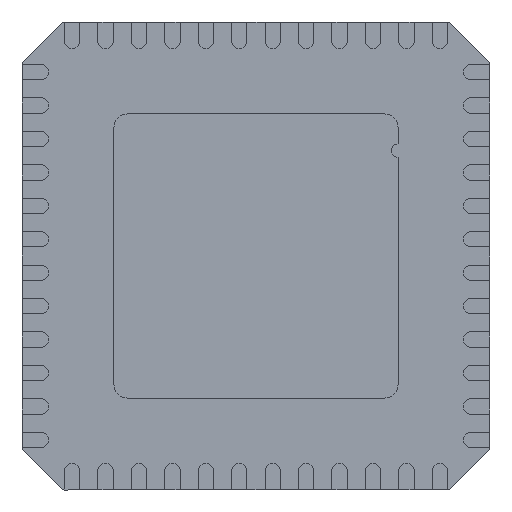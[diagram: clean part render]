
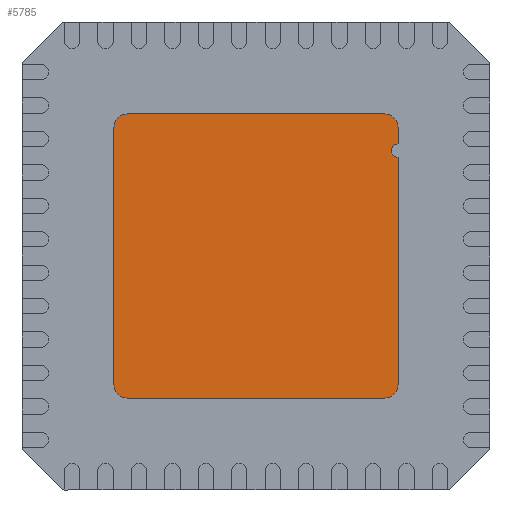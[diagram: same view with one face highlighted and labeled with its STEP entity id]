
A CAD part, front view. The second image highlights one B-rep face of the part: STEP entity #5785.
In plain terms, the highlighted planar face has unit normal (0, -1, 0).
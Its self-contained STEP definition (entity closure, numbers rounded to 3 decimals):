
#63 = DIRECTION ( 'NONE',  ( 0., 0., -1. ) ) ;
#549 = DIRECTION ( 'NONE',  ( 0., 0., -1. ) ) ;
#594 = CARTESIAN_POINT ( 'NONE',  ( 1.925, -0.09, -1.925 ) ) ;
#858 = DIRECTION ( 'NONE',  ( 0., 0., -1. ) ) ;
#930 = CARTESIAN_POINT ( 'NONE',  ( 1.925, -0.09, -2.125 ) ) ;
#1551 = CARTESIAN_POINT ( 'NONE',  ( 2.125, -0.09, 1.925 ) ) ;
#1583 = CARTESIAN_POINT ( 'NONE',  ( -1.925, -0.09, -1.925 ) ) ;
#1919 = AXIS2_PLACEMENT_3D ( 'NONE', #23807, #6656, #14413 ) ;
#1935 = VERTEX_POINT ( 'NONE', #14670 ) ;
#2290 = LINE ( 'NONE', #13555, #14256 ) ;
#2495 = DIRECTION ( 'NONE',  ( 0., 1., 0. ) ) ;
#2545 = VERTEX_POINT ( 'NONE', #22214 ) ;
#2940 = VECTOR ( 'NONE', #11500, 1000. ) ;
#3459 = VECTOR ( 'NONE', #13026, 1000. ) ;
#3665 = DIRECTION ( 'NONE',  ( 0., 1., 0. ) ) ;
#3970 = DIRECTION ( 'NONE',  ( 0., -1., 0. ) ) ;
#4090 = DIRECTION ( 'NONE',  ( 0., 0., -1. ) ) ;
#4109 = LINE ( 'NONE', #5603, #2940 ) ;
#4176 = EDGE_CURVE ( 'NONE', #1935, #17254, #19890, .T. ) ;
#4247 = VERTEX_POINT ( 'NONE', #6195 ) ;
#4326 = AXIS2_PLACEMENT_3D ( 'NONE', #24589, #3970, #4090 ) ;
#4809 = CARTESIAN_POINT ( 'NONE',  ( -1.925, -0.09, 2.125 ) ) ;
#4974 = VECTOR ( 'NONE', #10487, 1000. ) ;
#5472 = CIRCLE ( 'NONE', #1919, 0.2 ) ;
#5603 = CARTESIAN_POINT ( 'NONE',  ( 2.125, -0.09, -3.5 ) ) ;
#5631 = ORIENTED_EDGE ( 'NONE', *, *, #17868, .F. ) ;
#5656 = LINE ( 'NONE', #16873, #22831 ) ;
#5785 = ADVANCED_FACE ( 'NONE', ( #7831 ), #13448, .T. ) ;
#5830 = DIRECTION ( 'NONE',  ( 0., 0., -1. ) ) ;
#5920 = CARTESIAN_POINT ( 'NONE',  ( -2.125, -0.09, -1.925 ) ) ;
#6195 = CARTESIAN_POINT ( 'NONE',  ( 2.125, -0.09, 1.475 ) ) ;
#6656 = DIRECTION ( 'NONE',  ( 0., 1., 0. ) ) ;
#6707 = CARTESIAN_POINT ( 'NONE',  ( -3.5, -0.09, -2.125 ) ) ;
#6801 = AXIS2_PLACEMENT_3D ( 'NONE', #9713, #7727, #5830 ) ;
#7005 = ORIENTED_EDGE ( 'NONE', *, *, #14688, .F. ) ;
#7053 = AXIS2_PLACEMENT_3D ( 'NONE', #13902, #12268, #549 ) ;
#7396 = VERTEX_POINT ( 'NONE', #13071 ) ;
#7727 = DIRECTION ( 'NONE',  ( 0., -1., 0. ) ) ;
#7831 = FACE_OUTER_BOUND ( 'NONE', #14979, .T. ) ;
#8273 = ORIENTED_EDGE ( 'NONE', *, *, #17426, .F. ) ;
#9248 = VERTEX_POINT ( 'NONE', #5920 ) ;
#9423 = EDGE_CURVE ( 'NONE', #12295, #9248, #19296, .T. ) ;
#9588 = VERTEX_POINT ( 'NONE', #1551 ) ;
#9713 = CARTESIAN_POINT ( 'NONE',  ( 2.125, -0.09, 1.575 ) ) ;
#10066 = EDGE_CURVE ( 'NONE', #9248, #7396, #15267, .T. ) ;
#10487 = DIRECTION ( 'NONE',  ( -1., 0., 0. ) ) ;
#10851 = EDGE_CURVE ( 'NONE', #9588, #22119, #2290, .T. ) ;
#11336 = EDGE_CURVE ( 'NONE', #2545, #9588, #11452, .T. ) ;
#11452 = CIRCLE ( 'NONE', #7053, 0.2 ) ;
#11500 = DIRECTION ( 'NONE',  ( 0., 0., -1. ) ) ;
#11694 = ORIENTED_EDGE ( 'NONE', *, *, #10066, .F. ) ;
#11695 = DIRECTION ( 'NONE',  ( 0., 0., -1. ) ) ;
#11791 = AXIS2_PLACEMENT_3D ( 'NONE', #1583, #3665, #63 ) ;
#11919 = EDGE_CURVE ( 'NONE', #7396, #19323, #5472, .T. ) ;
#12268 = DIRECTION ( 'NONE',  ( 0., 1., 0. ) ) ;
#12295 = VERTEX_POINT ( 'NONE', #23381 ) ;
#13026 = DIRECTION ( 'NONE',  ( 0., 0., 1. ) ) ;
#13071 = CARTESIAN_POINT ( 'NONE',  ( -2.125, -0.09, 1.925 ) ) ;
#13448 = PLANE ( 'NONE',  #4326 ) ;
#13555 = CARTESIAN_POINT ( 'NONE',  ( 2.125, -0.09, -3.5 ) ) ;
#13562 = CARTESIAN_POINT ( 'NONE',  ( 2.125, -0.09, 1.675 ) ) ;
#13902 = CARTESIAN_POINT ( 'NONE',  ( 1.925, -0.09, 1.925 ) ) ;
#14256 = VECTOR ( 'NONE', #11695, 1000. ) ;
#14413 = DIRECTION ( 'NONE',  ( 0., 0., -1. ) ) ;
#14670 = CARTESIAN_POINT ( 'NONE',  ( 2.125, -0.09, -1.925 ) ) ;
#14688 = EDGE_CURVE ( 'NONE', #22119, #4247, #16755, .T. ) ;
#14901 = CARTESIAN_POINT ( 'NONE',  ( -2.125, -0.09, -3.5 ) ) ;
#14979 = EDGE_LOOP ( 'NONE', ( #7005, #23869, #19986, #5631, #17441, #11694, #16341, #8273, #22657, #18351 ) ) ;
#15267 = LINE ( 'NONE', #14901, #3459 ) ;
#15560 = AXIS2_PLACEMENT_3D ( 'NONE', #594, #2495, #858 ) ;
#16341 = ORIENTED_EDGE ( 'NONE', *, *, #9423, .F. ) ;
#16755 = CIRCLE ( 'NONE', #6801, 0.1 ) ;
#16873 = CARTESIAN_POINT ( 'NONE',  ( -3.5, -0.09, 2.125 ) ) ;
#17254 = VERTEX_POINT ( 'NONE', #930 ) ;
#17426 = EDGE_CURVE ( 'NONE', #17254, #12295, #21852, .T. ) ;
#17441 = ORIENTED_EDGE ( 'NONE', *, *, #11919, .F. ) ;
#17868 = EDGE_CURVE ( 'NONE', #19323, #2545, #5656, .T. ) ;
#18351 = ORIENTED_EDGE ( 'NONE', *, *, #20180, .F. ) ;
#19296 = CIRCLE ( 'NONE', #11791, 0.2 ) ;
#19323 = VERTEX_POINT ( 'NONE', #4809 ) ;
#19890 = CIRCLE ( 'NONE', #15560, 0.2 ) ;
#19986 = ORIENTED_EDGE ( 'NONE', *, *, #11336, .F. ) ;
#20180 = EDGE_CURVE ( 'NONE', #4247, #1935, #4109, .T. ) ;
#21852 = LINE ( 'NONE', #6707, #4974 ) ;
#22119 = VERTEX_POINT ( 'NONE', #13562 ) ;
#22214 = CARTESIAN_POINT ( 'NONE',  ( 1.925, -0.09, 2.125 ) ) ;
#22657 = ORIENTED_EDGE ( 'NONE', *, *, #4176, .F. ) ;
#22804 = DIRECTION ( 'NONE',  ( 1., 0., 0. ) ) ;
#22831 = VECTOR ( 'NONE', #22804, 1000. ) ;
#23381 = CARTESIAN_POINT ( 'NONE',  ( -1.925, -0.09, -2.125 ) ) ;
#23807 = CARTESIAN_POINT ( 'NONE',  ( -1.925, -0.09, 1.925 ) ) ;
#23869 = ORIENTED_EDGE ( 'NONE', *, *, #10851, .F. ) ;
#24589 = CARTESIAN_POINT ( 'NONE',  ( -3.5, -0.09, -3.5 ) ) ;
